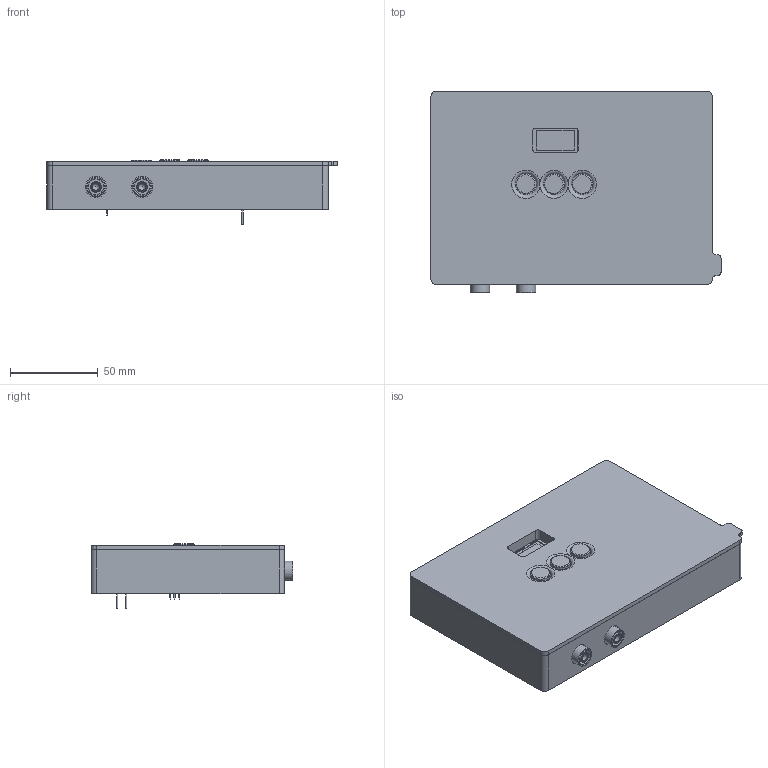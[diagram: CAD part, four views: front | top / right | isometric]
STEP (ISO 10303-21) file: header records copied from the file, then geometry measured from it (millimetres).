
FILE_DESCRIPTION(/* description */ ('STEP AP242 Edition 2','CAx-IF Rec.Pracs.---Representation and Presentation of Product Manufacturing Information (PMI)---4.0---2014-10-13','CAx-IF Rec.Pracs.---3D Tessellated Geometry---0.4---2014-09-14','2;1','CAx-IF Rec.Pracs.---User Defined Attributes---1.5---2016-08-15'),/* implementation_level */ '2;1');
FILE_NAME(/* name */ '69580cf39df832aa276b7b8e',/* time_stamp */ '2026-01-02T18:22:46Z',/* author */ (''),/* organization */ (''),/* preprocessor_version */ 'ST-DEVELOPER v20',/* originating_system */ 'ONSHAPE BY PTC INC, 1.208',/* authorisation */ ' ');
FILE_SCHEMA (('AP242_MANAGED_MODEL_BASED_3D_ENGINEERING_MIM_LF { 1 0 10303 442 3 1 4 }'));
Products named in the file (96): Assembly 1; 12x12mm Square Actuator Momentary PCB Tactile Switch Cap (1); Part 1; OLED-0.96-128x64 <1>; (Unsaved); Ionto 1 <1>; ESP32-S3-WROOM-1; D_DO-35_SOD27_P7.62mm_Horizontal; TO-92_Inline; Banana_Cliff_FCR7350R_S16N-PC_Horizontal; C_0805_2012Metric; R_0805_2012Metric; TSOT-23-6; CP_Elec_5x3; 12x12mm Square Actuator Momentary PCB Tactile Switch; CP_Elec_8x10; Banana_Cliff_FCR7350B_S16N-PC_Horizontal; TO-220-3_Vertical; Ionto_PCB; Relay_SPDT_SANYOU_SRD_Series_Form_C; Fuse_1206_3216Metric; D_SMA; R_Axial_DIN0414_L11.9mm_D4.5mm_P15.24mm_Horizontal; Buzzer_TDK_PS1240P02BT_D12.2mm_H6.5mm; Ag7200 <1>; Chamfer; PinHeader_1x04_P2.54mm_Vertical; D_DO-41_SOD81_P10.16mm_Horizontal; DIP-4_W7.62mm; Potentiometer_Bourns_3314G_Vertical; DIP-8_W10.16mm; C_Elec_5x5.8
Assembly tree (123 placements, depth 4):
  Assembly 1
    12x12mm Square Actuator Momentary PCB Tactile Switch Cap (1)  x3
    Part 1
    Part 1
    Part 1
    OLED-0.96-128x64 <1>
      (Unsaved)
      (Unsaved)
      (Unsaved)
      (Unsaved)
      (Unsaved)
      (Unsaved)
      (Unsaved)
      (Unsaved)
    Ionto 1 <1>
      ESP32-S3-WROOM-1
      ESP32-S3-WROOM-1
      D_DO-35_SOD27_P7.62mm_Horizontal  x2
      ESP32-S3-WROOM-1
      ESP32-S3-WROOM-1
      ESP32-S3-WROOM-1
      TO-92_Inline  x2
      ESP32-S3-WROOM-1
      Banana_Cliff_FCR7350R_S16N-PC_Horizontal
      ESP32-S3-WROOM-1
      ESP32-S3-WROOM-1
      C_0805_2012Metric  x7
      ESP32-S3-WROOM-1
      ESP32-S3-WROOM-1
      R_0805_2012Metric  x12
      ESP32-S3-WROOM-1
      TSOT-23-6
      ESP32-S3-WROOM-1
      ESP32-S3-WROOM-1
      ESP32-S3-WROOM-1
      ESP32-S3-WROOM-1
      ESP32-S3-WROOM-1
      CP_Elec_5x3  x2
      ESP32-S3-WROOM-1
      ESP32-S3-WROOM-1
      ESP32-S3-WROOM-1
      12x12mm Square Actuator Momentary PCB Tactile Switch  x3
      CP_Elec_8x10  x2
      ESP32-S3-WROOM-1
      Banana_Cliff_FCR7350B_S16N-PC_Horizontal
      ESP32-S3-WROOM-1
      ESP32-S3-WROOM-1
      TO-220-3_Vertical
      ESP32-S3-WROOM-1
      ESP32-S3-WROOM-1
      ESP32-S3-WROOM-1
      ESP32-S3-WROOM-1
      ESP32-S3-WROOM-1
      Ionto_PCB
      ESP32-S3-WROOM-1
      Relay_SPDT_SANYOU_SRD_Series_Form_C  x2
      ESP32-S3-WROOM-1
      Banana_Cliff_FCR7350R_S16N-PC_Horizontal
      ESP32-S3-WROOM-1
      ESP32-S3-WROOM-1
Bounding box: 165 x 114.72 x 36.77 mm (x, y, z)
Volume: 273048.6 mm3; surface area: 156562.7 mm2
Topology: 120 solids, 122 shells, 3699 faces, 9333 edges, 6034 vertices
Faces by surface type: plane 2623, cylinder 923, torus 75, sphere 40, cone 30, bspline 8
Full cylindrical faces by diameter (mm): 0.02 x1, 0.2 x12, 0.5 x7, 0.65 x4, 0.75 x6, 0.8 x31, 1 x16, 1.1 x12, 1.2 x12, 1.3 x22, 2 x16, 2.02 x2, 2.2 x5, 2.7 x2, 2.72 x1, 3.2 x4, 3.6 x6, 3.735 x1, 4 x4, 4.05 x2, 4.1 x2, 4.4 x4, 4.5 x4, 5 x6, 6.2 x2, 6.7 x3, 8 x8, 9 x2, 10.75 x3, 11 x2
Entity records: 92986 total; most frequent: CARTESIAN_POINT 14328, DIRECTION 13234, ORIENTED_EDGE 13008, EDGE_CURVE 6504, LINE 5356, VECTOR 5356, VERTEX_POINT 4348, AXIS2_PLACEMENT_3D 3939
